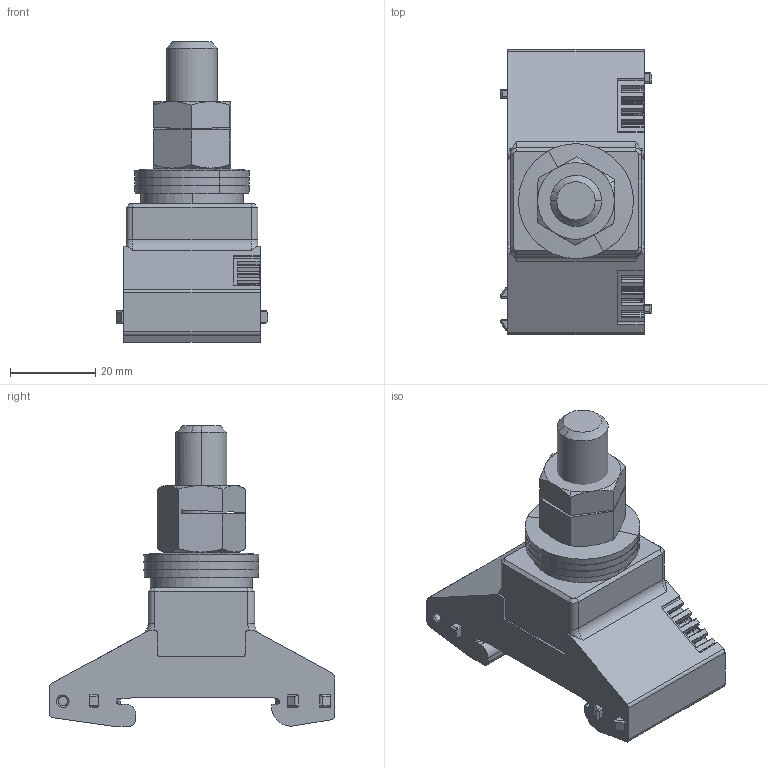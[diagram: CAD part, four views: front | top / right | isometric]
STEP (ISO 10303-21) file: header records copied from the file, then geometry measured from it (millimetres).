
FILE_DESCRIPTION(('CATIA V5 STEP Exchange','CAx-IF Rec.Pracs.--- Model Styling and Organization---1.4--- 2014-01-23'),'2;1');
FILE_NAME ('D1460595_1', '2023-07-18T09:03:00+00:00', ('none'), ('Weidmueller'), 'CATIA Version 5-6 Release 2016 SP3 HF44', 'CATIA V5 STEP AP214', 'none');
FILE_SCHEMA(('AUTOMOTIVE_DESIGN { 1 0 10303 214 1 1 1 1 }'));
Length unit declared in the file: millimetre
Products named in the file (1): 1968940000
Bounding box: 35.6 x 67 x 70.55 mm (x, y, z)
Volume: 53137 mm3; surface area: 16634.3 mm2
Topology: 5 solids, 8 shells, 607 faces, 1662 edges, 1077 vertices
Faces by surface type: plane 251, cone 131, cylinder 109, torus 104, revolution 8, bspline 4
Entity records: 20144 total; most frequent: CARTESIAN_POINT 6086, ORIENTED_EDGE 3324, DIRECTION 2205, EDGE_CURVE 1662, VERTEX_POINT 1077, AXIS2_PLACEMENT_3D 922, VECTOR 811, LINE 811
